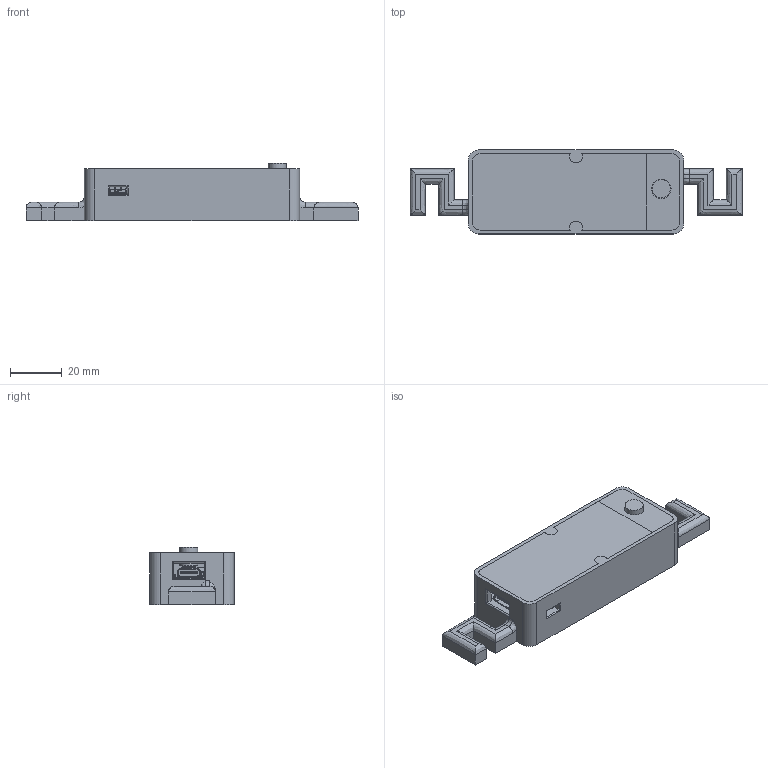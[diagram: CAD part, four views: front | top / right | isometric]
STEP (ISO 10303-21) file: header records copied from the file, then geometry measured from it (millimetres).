
FILE_DESCRIPTION(/* description */ (''),/* implementation_level */ '2;1');
FILE_NAME(/* name */ 'camplight.step',/* time_stamp */ '2025-06-25T22:58:02+08:00',/* author */ (''),/* organization */ (''),/* preprocessor_version */ 'ST-DEVELOPER v20.1',/* originating_system */ 'Autodesk Translation Framework v14.10.0.0',/* authorisation */ '');
FILE_SCHEMA (('AUTOMOTIVE_DESIGN { 1 0 10303 214 3 1 1 }'));
Length unit declared in the file: millimetre
Products named in the file (36): 2025-06-24-08-39-10-383; 2025-06-24-08-39-10-384; 2025-06-25-00-30-40-876; 2025-06-25-00-30-40-883; 2025-06-25-00-30-40-884; 2025-06-25-00-30-40-889; 2025-06-25-00-30-40-890; 2025-06-25-00-30-40-891; 2025-06-25-00-30-40-892; 2025-06-25-00-30-40-893; 2025-06-25-00-30-40-894; 2025-06-25-00-30-40-895; 2025-06-25-00-30-40-896; 2025-06-25-00-30-40-897; 2025-06-25-00-30-40-898; 2025-06-25-00-30-40-899; 2025-06-25-00-30-40-900; 2025-06-25-00-30-40-901; 2025-06-25-00-30-40-902; 2025-06-25-00-30-40-905; 2025-06-25-00-30-40-887; 2025-06-25-00-30-40-888; 2025-06-25-00-30-40-877; 2025-06-25-00-30-40-878; 2025-06-25-00-30-40-879; 2025-06-25-00-30-40-880; 2025-06-25-00-30-40-881; 2025-06-25-00-30-40-882; 2025-06-25-00-30-40-885; 2025-06-25-00-30-40-886; 2025-06-25-00-30-40-903; 2025-06-25-00-30-40-904; 2025-06-25-10-03-10-818; 2025-06-25-10-03-10-891; 2025-06-25-10-03-10-899; 2025-06-25-10-03-10-911
Assembly tree (55 placements, depth 5):
  2025-06-24-08-39-10-383
    2025-06-24-08-39-10-384
      2025-06-25-00-30-40-876
        2025-06-25-00-30-40-877  x2
          2025-06-25-00-30-40-878
        2025-06-25-00-30-40-879  x4
          2025-06-25-00-30-40-880
        2025-06-25-00-30-40-881  x13
          2025-06-25-00-30-40-882
        2025-06-25-00-30-40-883
          2025-06-25-00-30-40-884
        2025-06-25-00-30-40-885  x2
          2025-06-25-00-30-40-886
        2025-06-25-00-30-40-887  x3
          2025-06-25-00-30-40-888
        2025-06-25-00-30-40-889
          2025-06-25-00-30-40-890
        2025-06-25-00-30-40-891
          2025-06-25-00-30-40-892
        2025-06-25-00-30-40-893
          2025-06-25-00-30-40-894
        2025-06-25-00-30-40-895
          2025-06-25-00-30-40-896
        2025-06-25-00-30-40-897
          2025-06-25-00-30-40-898
        2025-06-25-00-30-40-899
          2025-06-25-00-30-40-900
        2025-06-25-00-30-40-901
          2025-06-25-00-30-40-902
        2025-06-25-00-30-40-903  x2
          2025-06-25-00-30-40-904
        2025-06-25-00-30-40-905
      2025-06-25-10-03-10-818
      2025-06-25-10-03-10-891
      2025-06-25-10-03-10-899
      2025-06-25-10-03-10-911
Bounding box: 128 x 32.4 x 22 mm (x, y, z)
Volume: 40154.4 mm3; surface area: 26682.2 mm2
Topology: 39 solids, 39 shells, 2112 faces, 5545 edges, 3533 vertices
Faces by surface type: plane 1565, cylinder 486, bspline 44, cone 16, torus 1
Full cylindrical faces by diameter (mm): 0.5 x3, 0.6 x1, 0.65 x2, 0.8 x10, 0.9 x2, 1 x18, 1.1 x4, 3.2 x1, 3.333 x4, 3.5 x1, 7 x2, 7.5 x1, 9.6 x1
Entity records: 46650 total; most frequent: CARTESIAN_POINT 9950, ORIENTED_EDGE 7290, DIRECTION 7005, EDGE_CURVE 3645, LINE 2937, VECTOR 2937, VERTEX_POINT 2307, AXIS2_PLACEMENT_3D 2034
